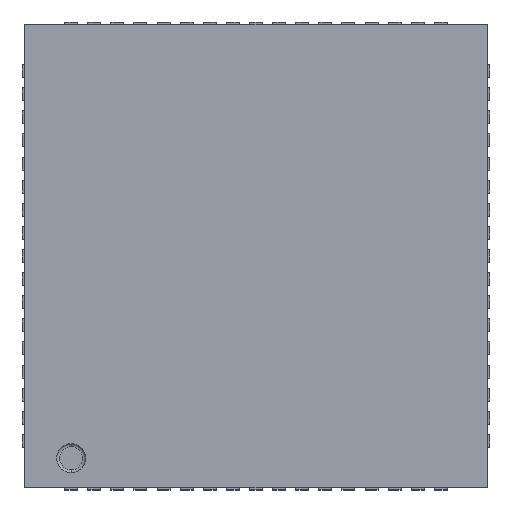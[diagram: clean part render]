
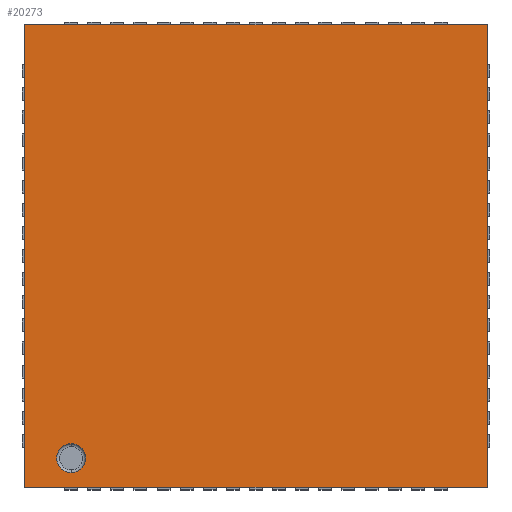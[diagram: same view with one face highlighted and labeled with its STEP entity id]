
A CAD part, top view. The second image highlights one B-rep face of the part: STEP entity #20273.
In plain terms, the highlighted planar face has unit normal (0, 0, 1).
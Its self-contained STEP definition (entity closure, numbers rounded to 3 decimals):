
#20095 = CARTESIAN_POINT ( 'NONE',  ( -3.2, -3.25, 0.75 ) ) ;
#20096 = VERTEX_POINT ( 'NONE', #20095 ) ;
#20104 = CARTESIAN_POINT ( 'NONE',  ( -3.2, -3.75, 0.75 ) ) ;
#20105 = VERTEX_POINT ( 'NONE', #20104 ) ;
#20106 = CARTESIAN_POINT ( 'NONE',  ( -3.2, -3.5, 0.75 ) ) ;
#20107 = DIRECTION ( 'NONE',  ( 0., 0., 1. ) ) ;
#20108 = DIRECTION ( 'NONE',  ( 0., -1., 0. ) ) ;
#20109 = AXIS2_PLACEMENT_3D ( 'NONE', #20106, #20107, #20108 ) ;
#20110 = CIRCLE ( 'NONE', #20109, 0.25) ;
#20111 = EDGE_CURVE ( 'NONE', #20096, #20105, #20110, .T. ) ;
#20138 = CARTESIAN_POINT ( 'NONE',  ( -4., -4., 0.75 ) ) ;
#20139 = VERTEX_POINT ( 'NONE', #20138 ) ;
#20146 = CARTESIAN_POINT ( 'NONE',  ( -4., 4., 0.75 ) ) ;
#20147 = VERTEX_POINT ( 'NONE', #20146 ) ;
#20148 = CARTESIAN_POINT ( 'NONE',  ( -4., -4., 0.75 ) ) ;
#20149 = DIRECTION ( 'NONE',  ( 0., -1., 0. ) ) ;
#20150 = VECTOR ( 'NONE', #20149, 1000. ) ;
#20151 = LINE ( 'NONE', #20148, #20150 ) ;
#20152 = EDGE_CURVE ( 'NONE', #20147, #20139, #20151, .T. ) ;
#20176 = CARTESIAN_POINT ( 'NONE',  ( 4., -4., 0.75 ) ) ;
#20177 = VERTEX_POINT ( 'NONE', #20176 ) ;
#20184 = CARTESIAN_POINT ( 'NONE',  ( 4., -4., 0.75 ) ) ;
#20185 = DIRECTION ( 'NONE',  ( 1., 0., 0. ) ) ;
#20186 = VECTOR ( 'NONE', #20185, 1000. ) ;
#20187 = LINE ( 'NONE', #20184, #20186 ) ;
#20188 = EDGE_CURVE ( 'NONE', #20139, #20177, #20187, .T. ) ;
#20207 = CARTESIAN_POINT ( 'NONE',  ( 4., 4., 0.75 ) ) ;
#20208 = VERTEX_POINT ( 'NONE', #20207 ) ;
#20215 = CARTESIAN_POINT ( 'NONE',  ( 4., -4., 0.75 ) ) ;
#20216 = DIRECTION ( 'NONE',  ( 0., 1., 0. ) ) ;
#20217 = VECTOR ( 'NONE', #20216, 1000. ) ;
#20218 = LINE ( 'NONE', #20215, #20217 ) ;
#20219 = EDGE_CURVE ( 'NONE', #20177, #20208, #20218, .T. ) ;
#20237 = CARTESIAN_POINT ( 'NONE',  ( 4., 4., 0.75 ) ) ;
#20238 = DIRECTION ( 'NONE',  ( -1., 0., 0. ) ) ;
#20239 = VECTOR ( 'NONE', #20238, 1000. ) ;
#20240 = LINE ( 'NONE', #20237, #20239 ) ;
#20241 = EDGE_CURVE ( 'NONE', #20208, #20147, #20240, .T. ) ;
#20252 = CARTESIAN_POINT ( 'NONE',  ( -3.2, -3.5, 0.75 ) ) ;
#20253 = DIRECTION ( 'NONE',  ( 0., 0., 1. ) ) ;
#20254 = DIRECTION ( 'NONE',  ( 0., -1., 0. ) ) ;
#20255 = AXIS2_PLACEMENT_3D ( 'NONE', #20252, #20253, #20254 ) ;
#20256 = CIRCLE ( 'NONE', #20255, 0.25) ;
#20257 = EDGE_CURVE ( 'NONE', #20105, #20096, #20256, .T. ) ;
#20258 = ORIENTED_EDGE ( 'NONE', *, *, #20257, .F. ) ;
#20259 = ORIENTED_EDGE ( 'NONE', *, *, #20111, .F. ) ;
#20260 = EDGE_LOOP ( 'NONE', ( #20258, #20259 ) ) ;
#20261 = FACE_BOUND ( 'NONE', #20260, .T. ) ;
#20262 = ORIENTED_EDGE ( 'NONE', *, *, #20152, .T. ) ;
#20263 = ORIENTED_EDGE ( 'NONE', *, *, #20188, .T. ) ;
#20264 = ORIENTED_EDGE ( 'NONE', *, *, #20219, .T. ) ;
#20265 = ORIENTED_EDGE ( 'NONE', *, *, #20241, .T. ) ;
#20266 = EDGE_LOOP ( 'NONE', ( #20262, #20263, #20264, #20265 ) ) ;
#20267 = FACE_OUTER_BOUND ( 'NONE', #20266, .T. ) ;
#20268 = CARTESIAN_POINT ( 'NONE',  ( 0., 0., 0.75 ) ) ;
#20269 = DIRECTION ( 'NONE',  ( 0., 0., 1. ) ) ;
#20270 = DIRECTION ( 'NONE',  ( 0., -1., 0. ) ) ;
#20271 = AXIS2_PLACEMENT_3D ( 'NONE', #20268, #20269, #20270 ) ;
#20272 = PLANE ( 'NONE', #20271 ) ;
#20273 = ADVANCED_FACE ( 'NONE', ( #20261, #20267 ), #20272, .T. ) ;
